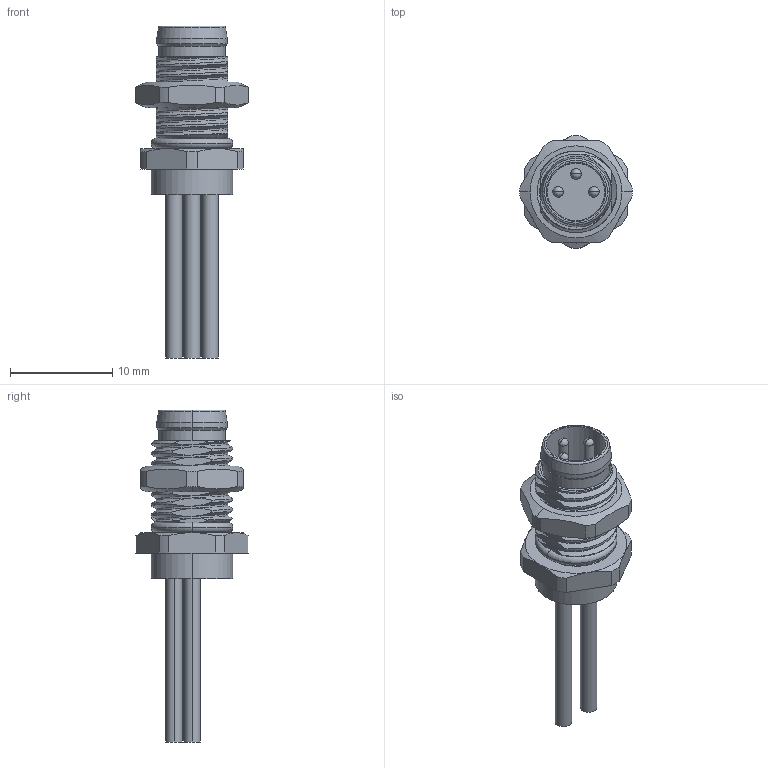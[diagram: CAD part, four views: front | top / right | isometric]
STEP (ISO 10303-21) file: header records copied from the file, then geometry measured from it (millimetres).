
FILE_DESCRIPTION((''),'2;1');
FILE_NAME('PRT0001223310','2025-09-28T',('gongcheng16'),(''),'PRO/ENGINEER BY PARAMETRIC TECHNOLOGY CORPORATION, 2010280','PRO/ENGINEER BY PARAMETRIC TECHNOLOGY CORPORATION, 2010280','');
FILE_SCHEMA(('CONFIG_CONTROL_DESIGN'));
Length unit declared in the file: millimetre
Products named in the file (1): PRT0001223310
Bounding box: 11 x 10.99 x 32.5 mm (x, y, z)
Volume: 223.2 mm3; surface area: 2342.5 mm2
Topology: 1 solids, 11 shells, 372 faces, 875 edges, 541 vertices
Faces by surface type: cylinder 135, plane 116, cone 60, bspline 43, torus 12, sphere 6
Entity records: 18750 total; most frequent: CARTESIAN_POINT 10498, ORIENTED_EDGE 1726, DIRECTION 1640, EDGE_CURVE 863, AXIS2_PLACEMENT_3D 662, VERTEX_POINT 541, EDGE_LOOP 418, FACE_OUTER_BOUND 372
